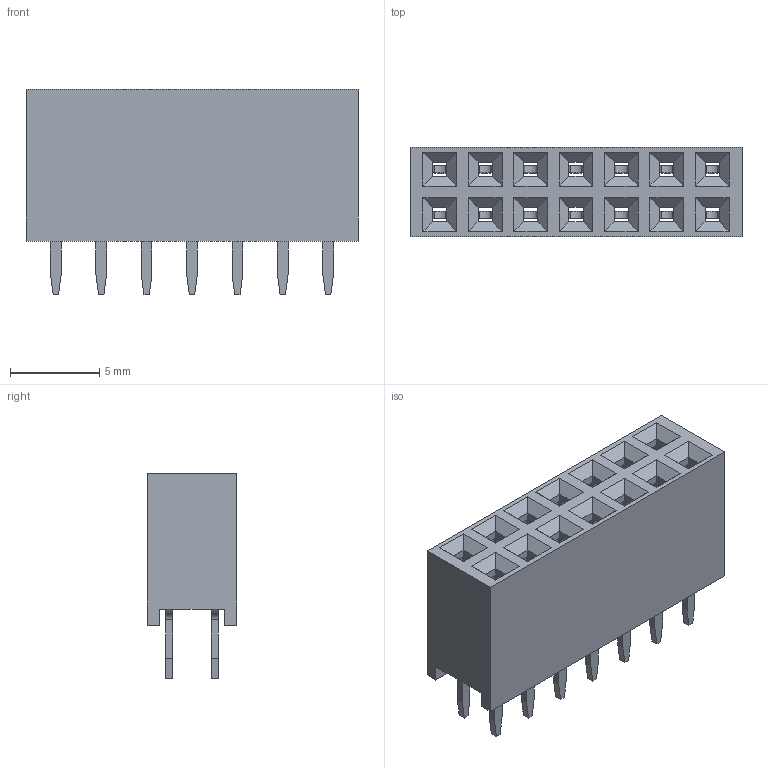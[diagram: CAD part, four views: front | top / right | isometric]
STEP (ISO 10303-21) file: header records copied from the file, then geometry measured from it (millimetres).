
FILE_DESCRIPTION(('STEP AP214'), '1');
FILE_NAME('DS1023-1x5SF11', '2017-07-15T12:29:09', ('Nobody'), (''), 'ASCON STEP Converter 1.3', 'ASCON Math Kernel', '');
FILE_SCHEMA(('AUTOMOTIVE_DESIGN { 1 0 10303 214 3 1 1}'));
Length unit declared in the file: millimetre
Assembly tree (15 placements, depth 2):
  (unnamed)
    (unnamed)
    (unnamed)  x14
Bounding box: 18.58 x 5 x 11.5 mm (x, y, z)
Volume: 616.9 mm3; surface area: 1646.6 mm2
Topology: 15 solids, 15 shells, 668 faces, 1900 edges, 1248 vertices
Faces by surface type: plane 514, cylinder 154
Entity records: 12749 total; most frequent: CARTESIAN_POINT 1778, ORIENTED_EDGE 1772, DIRECTION 1548, EDGE_CURVE 886, LINE 864, VECTOR 864, VERTEX_POINT 572, AXIS2_PLACEMENT_3D 342
